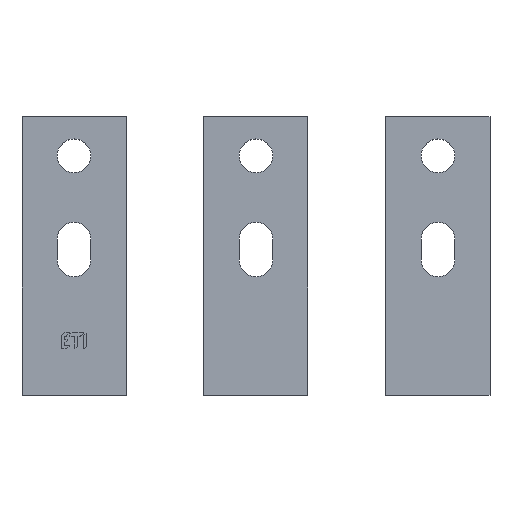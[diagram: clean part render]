
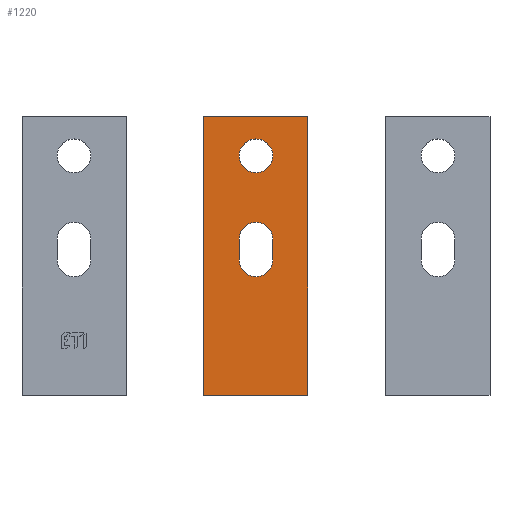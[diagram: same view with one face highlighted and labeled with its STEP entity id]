
A CAD part, top view. The second image highlights one B-rep face of the part: STEP entity #1220.
In plain terms, the highlighted planar face has unit normal (0, 0, 1).
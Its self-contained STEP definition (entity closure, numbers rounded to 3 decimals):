
#867=DIRECTION('',(0.,1.,0.));
#868=VECTOR('',#867,107.);
#869=CARTESIAN_POINT('',(122.745,38.227,10.));
#870=LINE('',#869,#868);
#881=DIRECTION('',(1.,0.,0.));
#882=VECTOR('',#881,40.);
#883=CARTESIAN_POINT('',(122.745,145.227,10.));
#884=LINE('',#883,#882);
#895=DIRECTION('',(0.,-1.,0.));
#896=VECTOR('',#895,107.);
#897=CARTESIAN_POINT('',(162.745,145.227,10.));
#898=LINE('',#897,#896);
#909=DIRECTION('',(-1.,0.,0.));
#910=VECTOR('',#909,40.);
#911=CARTESIAN_POINT('',(162.745,38.227,10.));
#912=LINE('',#911,#910);
#916=CARTESIAN_POINT('',(142.745,90.227,10.));
#917=DIRECTION('',(0.,0.,-1.));
#918=DIRECTION('',(1.,0.,0.));
#919=AXIS2_PLACEMENT_3D('',#916,#917,#918);
#924=CARTESIAN_POINT('',(142.745,98.227,10.));
#925=DIRECTION('',(0.,0.,-1.));
#926=DIRECTION('',(-1.,0.,0.));
#927=AXIS2_PLACEMENT_3D('',#924,#925,#926);
#932=CARTESIAN_POINT('',(142.745,130.227,10.));
#933=DIRECTION('',(0.,0.,-1.));
#934=DIRECTION('',(1.,0.,0.));
#935=AXIS2_PLACEMENT_3D('',#932,#933,#934);
#940=CARTESIAN_POINT('',(142.745,130.227,10.));
#941=DIRECTION('',(0.,0.,-1.));
#942=DIRECTION('',(-1.,0.,0.));
#943=AXIS2_PLACEMENT_3D('',#940,#941,#942);
#948=DIRECTION('',(0.,-1.,0.));
#949=VECTOR('',#948,8.);
#950=CARTESIAN_POINT('',(136.245,98.227,10.));
#951=LINE('',#950,#949);
#969=DIRECTION('',(0.,1.,0.));
#970=VECTOR('',#969,8.);
#971=CARTESIAN_POINT('',(149.245,90.227,10.));
#972=LINE('',#971,#970);
#994=CARTESIAN_POINT('',(136.245,90.227,10.));
#995=VERTEX_POINT('',#994);
#996=CARTESIAN_POINT('',(149.245,90.227,10.));
#997=VERTEX_POINT('',#996);
#1000=CARTESIAN_POINT('',(149.245,98.227,10.));
#1001=VERTEX_POINT('',#1000);
#1004=CARTESIAN_POINT('',(136.245,98.227,10.));
#1005=VERTEX_POINT('',#1004);
#1010=CARTESIAN_POINT('',(122.745,145.227,10.));
#1011=VERTEX_POINT('',#1010);
#1012=CARTESIAN_POINT('',(162.745,145.227,10.));
#1013=VERTEX_POINT('',#1012);
#1016=CARTESIAN_POINT('',(162.745,38.227,10.));
#1017=VERTEX_POINT('',#1016);
#1020=CARTESIAN_POINT('',(122.745,38.227,10.));
#1021=VERTEX_POINT('',#1020);
#1023=CARTESIAN_POINT('',(136.245,130.227,10.));
#1025=VERTEX_POINT('',#1023);
#1026=CARTESIAN_POINT('',(149.245,130.227,10.));
#1027=VERTEX_POINT('',#1026);
#1195=CARTESIAN_POINT('',(142.745,91.727,10.));
#1196=DIRECTION('',(0.,0.,1.));
#1197=DIRECTION('',(1.,0.,0.));
#1198=AXIS2_PLACEMENT_3D('',#1195,#1196,#1197);
#1199=PLANE('',#1198);
#1200=ORIENTED_EDGE('',*,*,#1119,.T.);
#1201=ORIENTED_EDGE('',*,*,#1141,.T.);
#1202=ORIENTED_EDGE('',*,*,#1162,.T.);
#1203=ORIENTED_EDGE('',*,*,#1182,.T.);
#1204=EDGE_LOOP('',(#1200,#1201,#1202,#1203));
#1205=FACE_OUTER_BOUND('',#1204,.F.);
#1207=ORIENTED_EDGE('',*,*,#1206,.T.);
#1209=ORIENTED_EDGE('',*,*,#1208,.F.);
#1211=ORIENTED_EDGE('',*,*,#1210,.T.);
#1213=ORIENTED_EDGE('',*,*,#1212,.F.);
#1214=EDGE_LOOP('',(#1207,#1209,#1211,#1213));
#1215=FACE_BOUND('',#1214,.F.);
#1216=ORIENTED_EDGE('',*,*,#1062,.F.);
#1217=ORIENTED_EDGE('',*,*,#1037,.F.);
#1218=EDGE_LOOP('',(#1216,#1217));
#1219=FACE_BOUND('',#1218,.F.);
#920=CIRCLE('',#919,6.5);
#928=CIRCLE('',#927,6.5);
#936=CIRCLE('',#935,6.5);
#944=CIRCLE('',#943,6.5);
#1037=EDGE_CURVE('',#1025,#1027,#944,.T.);
#1062=EDGE_CURVE('',#1027,#1025,#936,.T.);
#1119=EDGE_CURVE('',#1021,#1011,#870,.T.);
#1141=EDGE_CURVE('',#1011,#1013,#884,.T.);
#1162=EDGE_CURVE('',#1013,#1017,#898,.T.);
#1182=EDGE_CURVE('',#1017,#1021,#912,.T.);
#1206=EDGE_CURVE('',#1005,#995,#951,.T.);
#1208=EDGE_CURVE('',#997,#995,#920,.T.);
#1210=EDGE_CURVE('',#997,#1001,#972,.T.);
#1212=EDGE_CURVE('',#1005,#1001,#928,.T.);
#1220=ADVANCED_FACE('',(#1205,#1215,#1219),#1199,.T.);
